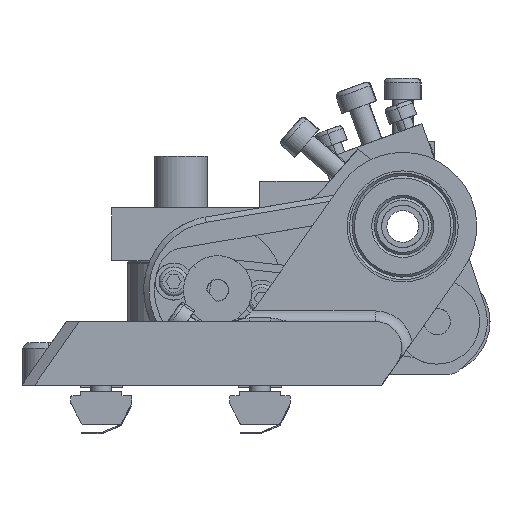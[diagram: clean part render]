
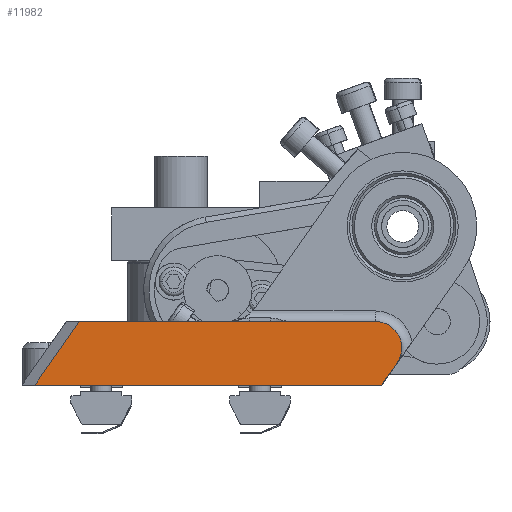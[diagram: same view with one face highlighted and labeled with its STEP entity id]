
A CAD part, left-side view. The second image highlights one B-rep face of the part: STEP entity #11982.
In plain terms, the highlighted planar face has unit normal (-1, 0, 0).
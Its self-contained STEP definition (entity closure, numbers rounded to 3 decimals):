
#534 = CARTESIAN_POINT ( 'NONE',  ( -31.5, 63.598, -18. ) ) ;
#2468 = LINE ( 'NONE', #20019, #15941 ) ;
#2764 = CARTESIAN_POINT ( 'NONE',  ( -31.5, 69.558, -30. ) ) ;
#3054 = ORIENTED_EDGE ( 'NONE', *, *, #26267, .F. ) ;
#4578 = LINE ( 'NONE', #8135, #17309 ) ;
#5592 = VERTEX_POINT ( 'NONE', #12309 ) ;
#5781 = EDGE_CURVE ( 'NONE', #15333, #5592, #29953, .T. ) ;
#8093 = FACE_OUTER_BOUND ( 'NONE', #22411, .T. ) ;
#8135 = CARTESIAN_POINT ( 'NONE',  ( -31.5, -11.447, -8.06 ) ) ;
#8344 = DIRECTION ( 'NONE',  ( 0., -0.574, 0.819 ) ) ;
#8713 = VERTEX_POINT ( 'NONE', #16624 ) ;
#9283 = CIRCLE ( 'NONE', #14431, 5. ) ;
#10569 = DIRECTION ( 'NONE',  ( 0., 1., 0. ) ) ;
#11982 = ADVANCED_FACE ( 'NONE', ( #8093 ), #18864, .T. ) ;
#12253 = EDGE_CURVE ( 'NONE', #29521, #15333, #2468, .T. ) ;
#12309 = CARTESIAN_POINT ( 'NONE',  ( -31.5, 61.156, -18. ) ) ;
#13811 = CARTESIAN_POINT ( 'NONE',  ( -31.5, 0., 0. ) ) ;
#14431 = AXIS2_PLACEMENT_3D ( 'NONE', #30875, #20936, #18735 ) ;
#15132 = DIRECTION ( 'NONE',  ( 0., 0.576, -0.818 ) ) ;
#15333 = VERTEX_POINT ( 'NONE', #2764 ) ;
#15941 = VECTOR ( 'NONE', #10569, 1000. ) ;
#16214 = ORIENTED_EDGE ( 'NONE', *, *, #5781, .F. ) ;
#16624 = CARTESIAN_POINT ( 'NONE',  ( -31.5, 1.098, -25.878 ) ) ;
#17309 = VECTOR ( 'NONE', #15132, 1000. ) ;
#17480 = AXIS2_PLACEMENT_3D ( 'NONE', #13811, #28986, #21914 ) ;
#17808 = LINE ( 'NONE', #534, #21602 ) ;
#18735 = DIRECTION ( 'NONE',  ( 0., 0., -1. ) ) ;
#18864 = PLANE ( 'NONE',  #17480 ) ;
#20019 = CARTESIAN_POINT ( 'NONE',  ( -31.5, 72., -30. ) ) ;
#20039 = DIRECTION ( 'NONE',  ( 0., -1., 0. ) ) ;
#20353 = CARTESIAN_POINT ( 'NONE',  ( -31.5, 5.187, -18. ) ) ;
#20936 = DIRECTION ( 'NONE',  ( 1., 0., 0. ) ) ;
#21445 = EDGE_CURVE ( 'NONE', #22979, #8713, #9283, .T. ) ;
#21602 = VECTOR ( 'NONE', #20039, 1000. ) ;
#21914 = DIRECTION ( 'NONE',  ( 0., 0., -1. ) ) ;
#22411 = EDGE_LOOP ( 'NONE', ( #30766, #16214, #26254, #3054, #27901 ) ) ;
#22614 = CARTESIAN_POINT ( 'NONE',  ( -31.5, 61.959, -19.147 ) ) ;
#22979 = VERTEX_POINT ( 'NONE', #20353 ) ;
#26254 = ORIENTED_EDGE ( 'NONE', *, *, #12253, .F. ) ;
#26267 = EDGE_CURVE ( 'NONE', #8713, #29521, #4578, .T. ) ;
#27720 = VECTOR ( 'NONE', #8344, 1000. ) ;
#27901 = ORIENTED_EDGE ( 'NONE', *, *, #21445, .F. ) ;
#28986 = DIRECTION ( 'NONE',  ( -1., 0., 0. ) ) ;
#29521 = VERTEX_POINT ( 'NONE', #29607 ) ;
#29607 = CARTESIAN_POINT ( 'NONE',  ( -31.5, 4., -30. ) ) ;
#29953 = LINE ( 'NONE', #22614, #27720 ) ;
#30618 = EDGE_CURVE ( 'NONE', #5592, #22979, #17808, .T. ) ;
#30766 = ORIENTED_EDGE ( 'NONE', *, *, #30618, .F. ) ;
#30875 = CARTESIAN_POINT ( 'NONE',  ( -31.5, 5.187, -23. ) ) ;
